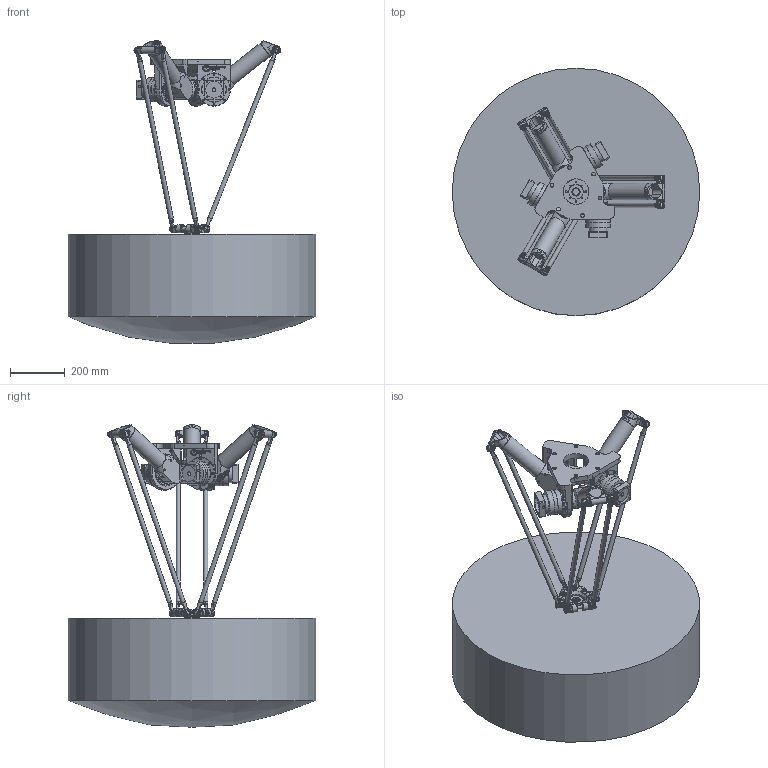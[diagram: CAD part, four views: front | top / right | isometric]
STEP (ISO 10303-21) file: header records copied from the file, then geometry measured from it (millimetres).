
FILE_DESCRIPTION(/* description */ ('Norm.iam Teamplte'),/* implementation_level */ '2;1');
FILE_NAME(/* name */ '3D-model_A_00655.stp',/* time_stamp */ '2025-03-20T14:19:36+01:00',/* author */ ('julien.ihle'),/* organization */ (''),/* preprocessor_version */ 'ST-DEVELOPER v19.2',/* originating_system */ 'Autodesk Inventor 2023',/* authorisation */ '');
FILE_SCHEMA (('AUTOMOTIVE_DESIGN { 1 0 10303 214 3 1 1 }'));
Products named in the file (9): A_00655_DUMMY DELTA Robotermechanik RLE3-900-1kg; MT_BGR00109050 Dummy Roboterbasis; MT_WST00118167; MT_WST00111188 Getriebe; MT_WST00101401; MT_WST00037806MT_WST; MT_WST00067355MT_WST; MT_WST00118168; MT_WST00118141 Arbeitsbereich
Assembly tree (22 placements, depth 3):
  A_00655_DUMMY DELTA Robotermechanik RLE3-900-1kg
    MT_BGR00109050 Dummy Roboterbasis
      MT_WST00118167
      MT_WST00111188 Getriebe  x3
    MT_WST00101401  x6
    MT_WST00037806MT_WST  x6
    MT_WST00067355MT_WST
    MT_WST00118168  x3
    MT_WST00118141 Arbeitsbereich
Bounding box: 900 x 900 x 1100.02 mm (x, y, z)
Volume: 230845915.5 mm3; surface area: 3151171.9 mm2
Topology: 21 solids, 21 shells, 2798 faces, 6696 edges, 4258 vertices
Faces by surface type: plane 1566, cylinder 810, cone 285, bspline 72, torus 64, sphere 1
Full cylindrical faces by diameter (mm): 3.242 x4, 4.134 x12, 4.917 x37, 5.5 x24, 6 x1, 6.4 x4, 7 x24, 8 x36, 9 x3, 9.6 x3, 9.66 x3, 10 x3, 12 x27, 13.5 x6, 14 x3, 15.98 x12, 16 x30, 18 x24, 20 x6, 25 x1, 30 x1, 53 x2, 54 x1, 55 x3, 60 x3, 60.5 x1, 61 x3, 63 x6, 65 x3, 67 x3
Entity records: 52380 total; most frequent: CARTESIAN_POINT 16914, DIRECTION 7163, ORIENTED_EDGE 7118, EDGE_CURVE 3559, AXIS2_PLACEMENT_3D 2463, VERTEX_POINT 2317, LINE 2237, VECTOR 2237
